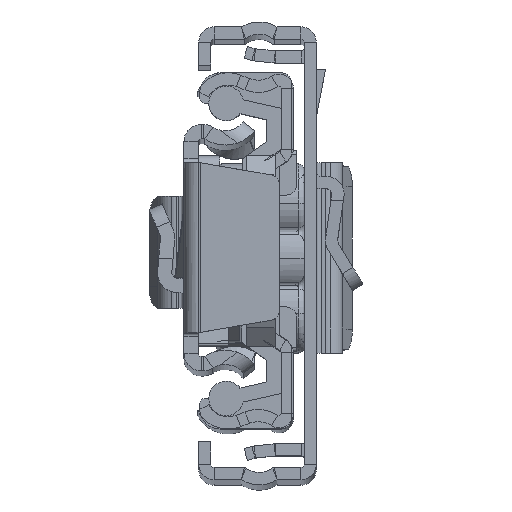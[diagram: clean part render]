
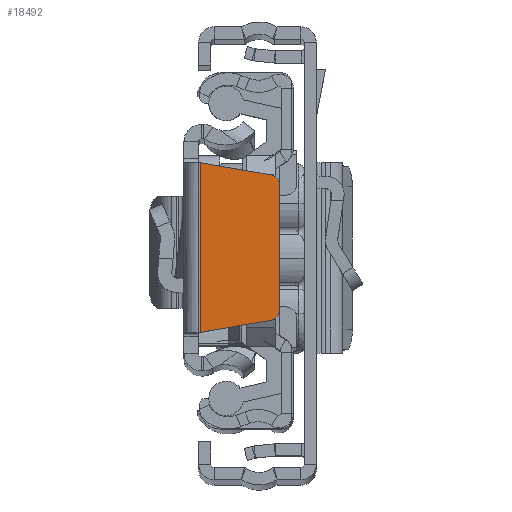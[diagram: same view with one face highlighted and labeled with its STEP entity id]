
A CAD part, top view. The second image highlights one B-rep face of the part: STEP entity #18492.
In plain terms, the highlighted planar face has unit normal (0, 0, 1).
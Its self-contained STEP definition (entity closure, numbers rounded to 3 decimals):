
#298 = CARTESIAN_POINT ( 'NONE',  ( 1.6, -8.333, 0. ) ) ;
#699 = AXIS2_PLACEMENT_3D ( 'NONE', #4418, #7569, #2914 ) ;
#940 = PLANE ( 'NONE',  #699 ) ;
#1457 = LINE ( 'NONE', #4610, #4524 ) ;
#1464 = EDGE_CURVE ( 'NONE', #19541, #3291, #15979, .T. ) ;
#1811 = VERTEX_POINT ( 'NONE', #15446 ) ;
#2793 = LINE ( 'NONE', #16135, #11133 ) ;
#2914 = DIRECTION ( 'NONE',  ( 1., 0., 0. ) ) ;
#3186 = ORIENTED_EDGE ( 'NONE', *, *, #14462, .T. ) ;
#3291 = VERTEX_POINT ( 'NONE', #8376 ) ;
#3443 = ORIENTED_EDGE ( 'NONE', *, *, #3482, .T. ) ;
#3482 = EDGE_CURVE ( 'NONE', #3291, #11986, #3536, .T. ) ;
#3536 = LINE ( 'NONE', #18165, #11895 ) ;
#4200 = FACE_OUTER_BOUND ( 'NONE', #15997, .T. ) ;
#4418 = CARTESIAN_POINT ( 'NONE',  ( 8.4, 6.156, 0. ) ) ;
#4524 = VECTOR ( 'NONE', #8281, 1000. ) ;
#4610 = CARTESIAN_POINT ( 'NONE',  ( 1.6, -8.333, 0. ) ) ;
#4900 = CARTESIAN_POINT ( 'NONE',  ( 1.5, 8.35, 0. ) ) ;
#5137 = DIRECTION ( 'NONE',  ( 0., 1., 0. ) ) ;
#5878 = DIRECTION ( 'NONE',  ( 0., 0., 1. ) ) ;
#6309 = CARTESIAN_POINT ( 'NONE',  ( 9.4, 6.156, 0. ) ) ;
#7052 = VECTOR ( 'NONE', #8260, 1000. ) ;
#7250 = DIRECTION ( 'NONE',  ( 0., 0., 1. ) ) ;
#7569 = DIRECTION ( 'NONE',  ( 0., 0., -1. ) ) ;
#7640 = CARTESIAN_POINT ( 'NONE',  ( 8.568, 7.142, 0. ) ) ;
#8028 = EDGE_CURVE ( 'NONE', #11986, #10757, #15307, .T. ) ;
#8260 = DIRECTION ( 'NONE',  ( -0.986, 0.168, 0. ) ) ;
#8281 = DIRECTION ( 'NONE',  ( 0., -1., 0. ) ) ;
#8376 = CARTESIAN_POINT ( 'NONE',  ( 9.4, -6.156, 0. ) ) ;
#8464 = CARTESIAN_POINT ( 'NONE',  ( 8.4, -6.156, 0. ) ) ;
#9276 = ORIENTED_EDGE ( 'NONE', *, *, #8028, .T. ) ;
#10376 = ORIENTED_EDGE ( 'NONE', *, *, #18446, .T. ) ;
#10757 = VERTEX_POINT ( 'NONE', #7640 ) ;
#10885 = DIRECTION ( 'NONE',  ( 1., 0., 0. ) ) ;
#11133 = VECTOR ( 'NONE', #12662, 1000. ) ;
#11895 = VECTOR ( 'NONE', #5137, 1000. ) ;
#11986 = VERTEX_POINT ( 'NONE', #6309 ) ;
#12238 = DIRECTION ( 'NONE',  ( 1., 0., 0. ) ) ;
#12662 = DIRECTION ( 'NONE',  ( 0.986, 0.168, 0. ) ) ;
#12703 = VERTEX_POINT ( 'NONE', #298 ) ;
#14462 = EDGE_CURVE ( 'NONE', #1811, #12703, #1457, .T. ) ;
#15307 = CIRCLE ( 'NONE', #17033, 1. ) ;
#15446 = CARTESIAN_POINT ( 'NONE',  ( 1.6, 8.333, 0. ) ) ;
#15979 = CIRCLE ( 'NONE', #19131, 1. ) ;
#15997 = EDGE_LOOP ( 'NONE', ( #3186, #10376, #19724, #3443, #9276, #16193 ) ) ;
#16135 = CARTESIAN_POINT ( 'NONE',  ( 8.568, -7.142, 0. ) ) ;
#16193 = ORIENTED_EDGE ( 'NONE', *, *, #20530, .T. ) ;
#17033 = AXIS2_PLACEMENT_3D ( 'NONE', #17375, #5878, #10885 ) ;
#17375 = CARTESIAN_POINT ( 'NONE',  ( 8.4, 6.156, 0. ) ) ;
#18014 = LINE ( 'NONE', #4900, #7052 ) ;
#18165 = CARTESIAN_POINT ( 'NONE',  ( 9.4, 6.156, 0. ) ) ;
#18446 = EDGE_CURVE ( 'NONE', #12703, #19541, #2793, .T. ) ;
#18492 = ADVANCED_FACE ( 'NONE', ( #4200 ), #940, .F. ) ;
#18754 = CARTESIAN_POINT ( 'NONE',  ( 8.568, -7.142, 0. ) ) ;
#19131 = AXIS2_PLACEMENT_3D ( 'NONE', #8464, #7250, #12238 ) ;
#19541 = VERTEX_POINT ( 'NONE', #18754 ) ;
#19724 = ORIENTED_EDGE ( 'NONE', *, *, #1464, .T. ) ;
#20530 = EDGE_CURVE ( 'NONE', #10757, #1811, #18014, .T. ) ;
